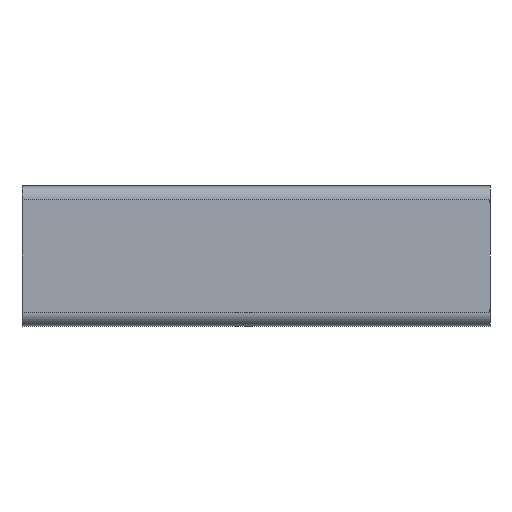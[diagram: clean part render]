
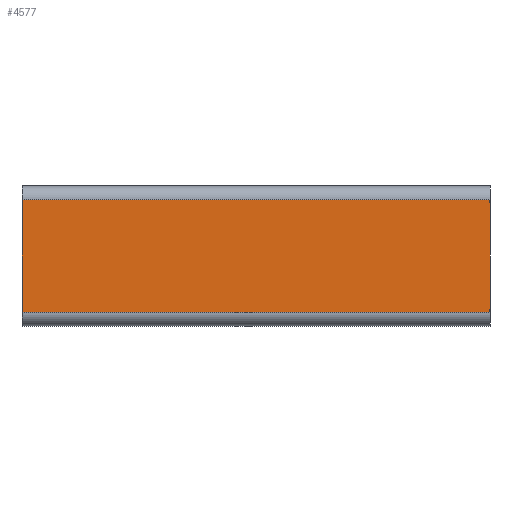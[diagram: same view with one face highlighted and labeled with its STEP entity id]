
A CAD part, left-side view. The second image highlights one B-rep face of the part: STEP entity #4577.
In plain terms, the highlighted planar face has unit normal (-1, 0, 0).
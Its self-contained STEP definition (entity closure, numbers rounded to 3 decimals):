
#1859 = VERTEX_POINT('',#1860);
#1860 = CARTESIAN_POINT('',(-30.,-50.,12.));
#1867 = EDGE_CURVE('',#1859,#1868,#1870,.T.);
#1868 = VERTEX_POINT('',#1869);
#1869 = CARTESIAN_POINT('',(-30.,-50.,-12.));
#1870 = LINE('',#1871,#1872);
#1871 = CARTESIAN_POINT('',(-30.,-50.,15.));
#1872 = VECTOR('',#1873,1.);
#1873 = DIRECTION('',(0.,0.,-1.));
#3651 = VERTEX_POINT('',#3652);
#3652 = CARTESIAN_POINT('',(-30.,50.,-12.));
#3659 = EDGE_CURVE('',#3660,#3651,#3662,.T.);
#3660 = VERTEX_POINT('',#3661);
#3661 = CARTESIAN_POINT('',(-30.,50.,12.));
#3662 = LINE('',#3663,#3664);
#3663 = CARTESIAN_POINT('',(-30.,50.,15.));
#3664 = VECTOR('',#3665,1.);
#3665 = DIRECTION('',(0.,0.,-1.));
#4232 = EDGE_CURVE('',#1868,#3651,#4233,.T.);
#4233 = LINE('',#4234,#4235);
#4234 = CARTESIAN_POINT('',(-30.,-50.,-12.));
#4235 = VECTOR('',#4236,1.);
#4236 = DIRECTION('',(0.,1.,0.));
#4577 = ADVANCED_FACE('',(#4578),#4589,.F.);
#4578 = FACE_BOUND('',#4579,.T.);
#4579 = EDGE_LOOP('',(#4580,#4581,#4582,#4583));
#4580 = ORIENTED_EDGE('',*,*,#3659,.T.);
#4581 = ORIENTED_EDGE('',*,*,#4232,.F.);
#4582 = ORIENTED_EDGE('',*,*,#1867,.F.);
#4583 = ORIENTED_EDGE('',*,*,#4584,.T.);
#4584 = EDGE_CURVE('',#1859,#3660,#4585,.T.);
#4585 = LINE('',#4586,#4587);
#4586 = CARTESIAN_POINT('',(-30.,-50.,12.));
#4587 = VECTOR('',#4588,1.);
#4588 = DIRECTION('',(0.,1.,0.));
#4589 = PLANE('',#4590);
#4590 = AXIS2_PLACEMENT_3D('',#4591,#4592,#4593);
#4591 = CARTESIAN_POINT('',(-30.,-50.,15.));
#4592 = DIRECTION('',(1.,0.,0.));
#4593 = DIRECTION('',(0.,0.,-1.));
